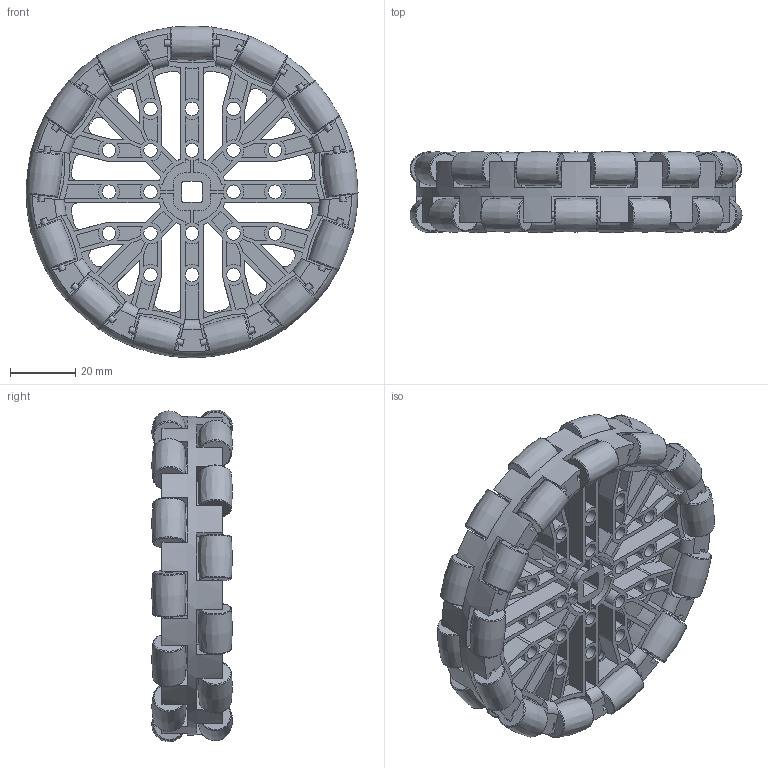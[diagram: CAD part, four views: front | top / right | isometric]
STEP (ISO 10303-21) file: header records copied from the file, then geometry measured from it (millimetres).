
FILE_DESCRIPTION(/* description */ (''),/* implementation_level */ '2;1');
FILE_NAME(/* name */ '4 (320mm Travel) Omni-Directional Anti-Static Wheel (276-8107) v1.step',/* time_stamp */ '2023-05-04T15:03:42-07:00',/* author */ (''),/* organization */ (''),/* preprocessor_version */ 'ST-DEVELOPER v19.2',/* originating_system */ 'Autodesk Translation Framework v12.4.0.73',/* authorisation */ '');
FILE_SCHEMA (('AUTOMOTIVE_DESIGN { 1 0 10303 214 3 1 1 }'));
Products named in the file (30): 4 (320mm Travel) Omni-Directional Anti-Static Wheel (276-8107); 276-8107-001 Web; 276-8107-002 Web; 276-8107-002 Web (1); 276-8107-002 Web (2); 276-8107-002 Web (3); 276-8107-002 Web (4); 276-8107-002 Web (5); 276-8107-002 Web (6); 276-8107-002 Web (7); 276-8107-002 Web (8); 276-8107-002 Web (9); 276-8107-002 Web (10); 276-8107-002 Web (11); 276-8107-002 Web (12); 276-8107-002 Web (13); 276-8107-002 Web (14); 276-8107-002 Web (15); 276-8107-002 Web (16); 276-8107-002 Web (17); 276-8107-002 Web (18); 276-8107-002 Web (19); 276-8107-002 Web (20); 276-8107-002 Web (21); 276-8107-002 Web (22); 276-8107-002 Web (23); 276-8107-002 Web (24); 276-8107-002 Web (25); 276-3526-001 Web; 276-8107-003 Web
Assembly tree (79 placements, depth 3):
  4 (320mm Travel) Omni-Directional Anti-Static Wheel (276-8107)
    276-8107-001 Web
    276-8107-002 Web
      276-3526-001 Web
      276-8107-003 Web
    276-8107-002 Web (1)
      276-3526-001 Web
      276-8107-003 Web
    276-8107-002 Web (2)
      276-3526-001 Web
      276-8107-003 Web
    276-8107-002 Web (3)
      276-3526-001 Web
      276-8107-003 Web
    276-8107-002 Web (4)
      276-3526-001 Web
      276-8107-003 Web
    276-8107-002 Web (5)
      276-3526-001 Web
      276-8107-003 Web
    276-8107-002 Web (6)
      276-3526-001 Web
      276-8107-003 Web
    276-8107-002 Web (7)
      276-3526-001 Web
      276-8107-003 Web
    276-8107-002 Web (8)
      276-3526-001 Web
      276-8107-003 Web
    276-8107-002 Web (9)
      276-3526-001 Web
      276-8107-003 Web
    276-8107-002 Web (10)
      276-3526-001 Web
      276-8107-003 Web
    276-8107-002 Web (11)
      276-3526-001 Web
      276-8107-003 Web
    276-8107-002 Web (12)
      276-3526-001 Web
      276-8107-003 Web
    276-8107-002 Web (13)
      276-3526-001 Web
      276-8107-003 Web
    276-8107-002 Web (14)
      276-3526-001 Web
      276-8107-003 Web
    276-8107-002 Web (15)
      276-3526-001 Web
      276-8107-003 Web
    276-8107-002 Web (16)
      276-3526-001 Web
      276-8107-003 Web
    276-8107-002 Web (17)
      276-3526-001 Web
      276-8107-003 Web
    276-8107-002 Web (18)
      276-3526-001 Web
      276-8107-003 Web
    276-8107-002 Web (19)
Bounding box: 101.62 x 24.7 x 101.52 mm (x, y, z)
Volume: 64407 mm3; surface area: 69649.2 mm2
Topology: 53 solids, 53 shells, 2133 faces, 5981 edges, 3884 vertices
Faces by surface type: plane 1378, cylinder 677, torus 52, bspline 26
Full cylindrical faces by diameter (mm): 2 x52, 4.2 x20, 97.75 x1
Entity records: 64788 total; most frequent: CARTESIAN_POINT 11333, ORIENTED_EDGE 11262, DIRECTION 11157, EDGE_CURVE 5631, LINE 4137, VECTOR 4137, VERTEX_POINT 3659, AXIS2_PLACEMENT_3D 3510
